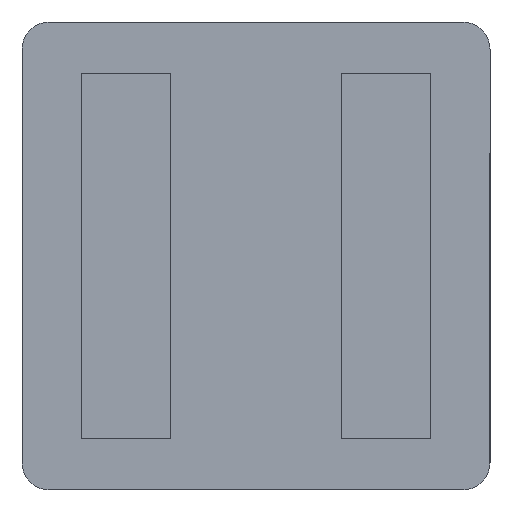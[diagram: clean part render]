
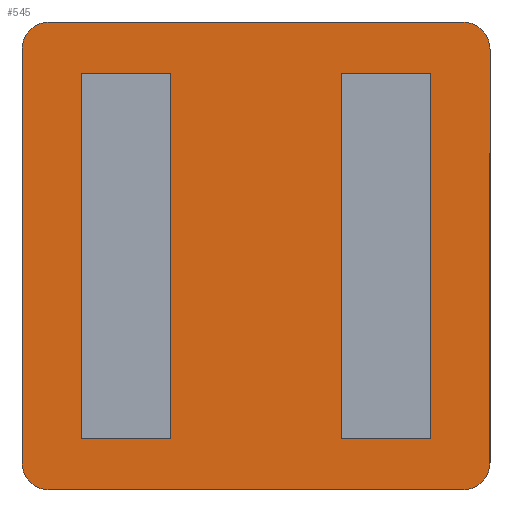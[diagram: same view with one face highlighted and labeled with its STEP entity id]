
A CAD part, front view. The second image highlights one B-rep face of the part: STEP entity #545.
In plain terms, the highlighted planar face has unit normal (0, -1, 0).
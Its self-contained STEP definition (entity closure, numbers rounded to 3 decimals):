
#18 = LINE ( 'NONE', #2171, #2179 ) ;
#39 = CARTESIAN_POINT ( 'NONE',  ( -1.9, 0., -1.9 ) ) ;
#42 = EDGE_CURVE ( 'NONE', #1427, #2396, #157, .T. ) ;
#46 = CARTESIAN_POINT ( 'NONE',  ( 1.605, 0., 1.68 ) ) ;
#58 = VECTOR ( 'NONE', #591, 1000. ) ;
#69 = EDGE_LOOP ( 'NONE', ( #2637, #2487, #1003, #1102, #317, #2670, #2383, #885 ) ) ;
#78 = AXIS2_PLACEMENT_3D ( 'NONE', #2444, #1203, #2652 ) ;
#96 = LINE ( 'NONE', #1316, #2250 ) ;
#111 = DIRECTION ( 'NONE',  ( 0., 0., -1. ) ) ;
#129 = ORIENTED_EDGE ( 'NONE', *, *, #2680, .F. ) ;
#131 = VERTEX_POINT ( 'NONE', #2029 ) ;
#157 = LINE ( 'NONE', #1328, #1765 ) ;
#168 = FACE_BOUND ( 'NONE', #2024, .T. ) ;
#189 = CIRCLE ( 'NONE', #78, 0.25 ) ;
#200 = LINE ( 'NONE', #1964, #2283 ) ;
#209 = CARTESIAN_POINT ( 'NONE',  ( 0.785, 0., -1.68 ) ) ;
#239 = EDGE_CURVE ( 'NONE', #1057, #1235, #810, .T. ) ;
#250 = DIRECTION ( 'NONE',  ( 0., 0., -1. ) ) ;
#259 = CARTESIAN_POINT ( 'NONE',  ( -2.15, 0., 2.15 ) ) ;
#275 = VERTEX_POINT ( 'NONE', #1913 ) ;
#317 = ORIENTED_EDGE ( 'NONE', *, *, #742, .F. ) ;
#329 = CIRCLE ( 'NONE', #1051, 0.25 ) ;
#365 = VECTOR ( 'NONE', #1934, 1000. ) ;
#371 = LINE ( 'NONE', #1359, #1464 ) ;
#385 = CARTESIAN_POINT ( 'NONE',  ( 1.9, 0., -1.9 ) ) ;
#386 = DIRECTION ( 'NONE',  ( 0., 1., 0. ) ) ;
#415 = ORIENTED_EDGE ( 'NONE', *, *, #1488, .F. ) ;
#508 = CARTESIAN_POINT ( 'NONE',  ( -2.15, 0., 1.9 ) ) ;
#545 = ADVANCED_FACE ( 'NONE', ( #168, #1700, #2257 ), #1396, .F. ) ;
#554 = ORIENTED_EDGE ( 'NONE', *, *, #1938, .F. ) ;
#585 = DIRECTION ( 'NONE',  ( 0., 0., 1. ) ) ;
#590 = DIRECTION ( 'NONE',  ( 0., 0., 1. ) ) ;
#591 = DIRECTION ( 'NONE',  ( 0., 0., -1. ) ) ;
#596 = DIRECTION ( 'NONE',  ( 0., 0., -1. ) ) ;
#618 = LINE ( 'NONE', #1616, #58 ) ;
#671 = VECTOR ( 'NONE', #1277, 1000. ) ;
#672 = EDGE_LOOP ( 'NONE', ( #554, #983, #129, #2592 ) ) ;
#690 = CARTESIAN_POINT ( 'NONE',  ( -2.15, 0., -1.9 ) ) ;
#709 = CARTESIAN_POINT ( 'NONE',  ( 1.605, 0., 2.15 ) ) ;
#741 = DIRECTION ( 'NONE',  ( 0., 0., -1. ) ) ;
#742 = EDGE_CURVE ( 'NONE', #2102, #1424, #1104, .T. ) ;
#810 = LINE ( 'NONE', #2513, #671 ) ;
#832 = VERTEX_POINT ( 'NONE', #690 ) ;
#870 = VECTOR ( 'NONE', #585, 1000. ) ;
#878 = CARTESIAN_POINT ( 'NONE',  ( 1.9, 0., 1.9 ) ) ;
#885 = ORIENTED_EDGE ( 'NONE', *, *, #2617, .T. ) ;
#971 = VERTEX_POINT ( 'NONE', #1670 ) ;
#978 = LINE ( 'NONE', #259, #365 ) ;
#983 = ORIENTED_EDGE ( 'NONE', *, *, #1498, .F. ) ;
#984 = CARTESIAN_POINT ( 'NONE',  ( 0.785, 0., 1.68 ) ) ;
#1003 = ORIENTED_EDGE ( 'NONE', *, *, #2200, .F. ) ;
#1021 = AXIS2_PLACEMENT_3D ( 'NONE', #39, #1501, #250 ) ;
#1051 = AXIS2_PLACEMENT_3D ( 'NONE', #385, #1852, #596 ) ;
#1057 = VERTEX_POINT ( 'NONE', #46 ) ;
#1066 = VERTEX_POINT ( 'NONE', #1295 ) ;
#1091 = EDGE_CURVE ( 'NONE', #2102, #131, #978, .T. ) ;
#1102 = ORIENTED_EDGE ( 'NONE', *, *, #2164, .T. ) ;
#1104 = CIRCLE ( 'NONE', #1352, 0.25 ) ;
#1117 = CARTESIAN_POINT ( 'NONE',  ( 2.15, 0., 1.9 ) ) ;
#1126 = CARTESIAN_POINT ( 'NONE',  ( -0.785, 0., 2.15 ) ) ;
#1133 = VECTOR ( 'NONE', #2573, 1000. ) ;
#1203 = DIRECTION ( 'NONE',  ( 0., 1., 0. ) ) ;
#1235 = VERTEX_POINT ( 'NONE', #984 ) ;
#1275 = EDGE_CURVE ( 'NONE', #1946, #131, #189, .T. ) ;
#1277 = DIRECTION ( 'NONE',  ( -1., 0., 0. ) ) ;
#1295 = CARTESIAN_POINT ( 'NONE',  ( -1.605, 0., -1.68 ) ) ;
#1316 = CARTESIAN_POINT ( 'NONE',  ( 2.15, 0., 1.68 ) ) ;
#1318 = ORIENTED_EDGE ( 'NONE', *, *, #2002, .F. ) ;
#1324 = DIRECTION ( 'NONE',  ( -1., 0., 0. ) ) ;
#1328 = CARTESIAN_POINT ( 'NONE',  ( -2.15, 0., -2.15 ) ) ;
#1348 = DIRECTION ( 'NONE',  ( 1., 0., 0. ) ) ;
#1352 = AXIS2_PLACEMENT_3D ( 'NONE', #878, #2122, #1928 ) ;
#1359 = CARTESIAN_POINT ( 'NONE',  ( -1.605, 0., 2.15 ) ) ;
#1396 = PLANE ( 'NONE',  #2507 ) ;
#1424 = VERTEX_POINT ( 'NONE', #1117 ) ;
#1425 = VECTOR ( 'NONE', #741, 1000. ) ;
#1427 = VERTEX_POINT ( 'NONE', #2565 ) ;
#1460 = EDGE_CURVE ( 'NONE', #971, #275, #96, .T. ) ;
#1464 = VECTOR ( 'NONE', #111, 1000. ) ;
#1488 = EDGE_CURVE ( 'NONE', #2069, #971, #1690, .T. ) ;
#1498 = EDGE_CURVE ( 'NONE', #1591, #1803, #18, .T. ) ;
#1501 = DIRECTION ( 'NONE',  ( 0., 1., 0. ) ) ;
#1549 = DIRECTION ( 'NONE',  ( 0., 0., 1. ) ) ;
#1566 = ORIENTED_EDGE ( 'NONE', *, *, #1460, .F. ) ;
#1591 = VERTEX_POINT ( 'NONE', #209 ) ;
#1616 = CARTESIAN_POINT ( 'NONE',  ( 0.785, 0., 2.15 ) ) ;
#1651 = EDGE_CURVE ( 'NONE', #1427, #832, #2399, .T. ) ;
#1670 = CARTESIAN_POINT ( 'NONE',  ( -0.785, 0., 1.68 ) ) ;
#1673 = VECTOR ( 'NONE', #1549, 1000. ) ;
#1690 = LINE ( 'NONE', #1126, #1133 ) ;
#1700 = FACE_OUTER_BOUND ( 'NONE', #69, .T. ) ;
#1735 = LINE ( 'NONE', #709, #1673 ) ;
#1762 = VERTEX_POINT ( 'NONE', #1965 ) ;
#1765 = VECTOR ( 'NONE', #2357, 1000. ) ;
#1803 = VERTEX_POINT ( 'NONE', #2180 ) ;
#1849 = CARTESIAN_POINT ( 'NONE',  ( 2.15, 0., -2.15 ) ) ;
#1852 = DIRECTION ( 'NONE',  ( 0., 1., 0. ) ) ;
#1854 = CARTESIAN_POINT ( 'NONE',  ( 2.15, 0., 2.15 ) ) ;
#1907 = EDGE_CURVE ( 'NONE', #1066, #2069, #200, .T. ) ;
#1913 = CARTESIAN_POINT ( 'NONE',  ( -1.605, 0., 1.68 ) ) ;
#1923 = LINE ( 'NONE', #1992, #1425 ) ;
#1928 = DIRECTION ( 'NONE',  ( 0., 0., -1. ) ) ;
#1934 = DIRECTION ( 'NONE',  ( -1., 0., 0. ) ) ;
#1938 = EDGE_CURVE ( 'NONE', #1803, #1057, #1735, .T. ) ;
#1946 = VERTEX_POINT ( 'NONE', #508 ) ;
#1964 = CARTESIAN_POINT ( 'NONE',  ( 2.15, 0., -1.68 ) ) ;
#1965 = CARTESIAN_POINT ( 'NONE',  ( 2.15, 0., -1.9 ) ) ;
#1991 = LINE ( 'NONE', #1849, #870 ) ;
#1992 = CARTESIAN_POINT ( 'NONE',  ( -2.15, 0., -2.15 ) ) ;
#2002 = EDGE_CURVE ( 'NONE', #275, #1066, #371, .T. ) ;
#2004 = ORIENTED_EDGE ( 'NONE', *, *, #1907, .F. ) ;
#2024 = EDGE_LOOP ( 'NONE', ( #415, #2004, #1318, #1566 ) ) ;
#2029 = CARTESIAN_POINT ( 'NONE',  ( -1.9, 0., 2.15 ) ) ;
#2069 = VERTEX_POINT ( 'NONE', #2649 ) ;
#2102 = VERTEX_POINT ( 'NONE', #2654 ) ;
#2122 = DIRECTION ( 'NONE',  ( 0., 1., 0. ) ) ;
#2164 = EDGE_CURVE ( 'NONE', #1762, #1424, #1991, .T. ) ;
#2168 = DIRECTION ( 'NONE',  ( 1., 0., 0. ) ) ;
#2171 = CARTESIAN_POINT ( 'NONE',  ( 2.15, 0., -1.68 ) ) ;
#2179 = VECTOR ( 'NONE', #1348, 1000. ) ;
#2180 = CARTESIAN_POINT ( 'NONE',  ( 1.605, 0., -1.68 ) ) ;
#2200 = EDGE_CURVE ( 'NONE', #1762, #2396, #329, .T. ) ;
#2250 = VECTOR ( 'NONE', #1324, 1000. ) ;
#2257 = FACE_BOUND ( 'NONE', #672, .T. ) ;
#2283 = VECTOR ( 'NONE', #2168, 1000. ) ;
#2307 = CARTESIAN_POINT ( 'NONE',  ( 1.9, 0., -2.15 ) ) ;
#2357 = DIRECTION ( 'NONE',  ( 1., 0., 0. ) ) ;
#2383 = ORIENTED_EDGE ( 'NONE', *, *, #1275, .F. ) ;
#2396 = VERTEX_POINT ( 'NONE', #2307 ) ;
#2399 = CIRCLE ( 'NONE', #1021, 0.25 ) ;
#2444 = CARTESIAN_POINT ( 'NONE',  ( -1.9, 0., 1.9 ) ) ;
#2487 = ORIENTED_EDGE ( 'NONE', *, *, #42, .T. ) ;
#2507 = AXIS2_PLACEMENT_3D ( 'NONE', #1854, #386, #590 ) ;
#2513 = CARTESIAN_POINT ( 'NONE',  ( 2.15, 0., 1.68 ) ) ;
#2565 = CARTESIAN_POINT ( 'NONE',  ( -1.9, 0., -2.15 ) ) ;
#2573 = DIRECTION ( 'NONE',  ( 0., 0., 1. ) ) ;
#2592 = ORIENTED_EDGE ( 'NONE', *, *, #239, .F. ) ;
#2617 = EDGE_CURVE ( 'NONE', #1946, #832, #1923, .T. ) ;
#2637 = ORIENTED_EDGE ( 'NONE', *, *, #1651, .F. ) ;
#2649 = CARTESIAN_POINT ( 'NONE',  ( -0.785, 0., -1.68 ) ) ;
#2652 = DIRECTION ( 'NONE',  ( 0., 0., -1. ) ) ;
#2654 = CARTESIAN_POINT ( 'NONE',  ( 1.9, 0., 2.15 ) ) ;
#2670 = ORIENTED_EDGE ( 'NONE', *, *, #1091, .T. ) ;
#2680 = EDGE_CURVE ( 'NONE', #1235, #1591, #618, .T. ) ;
